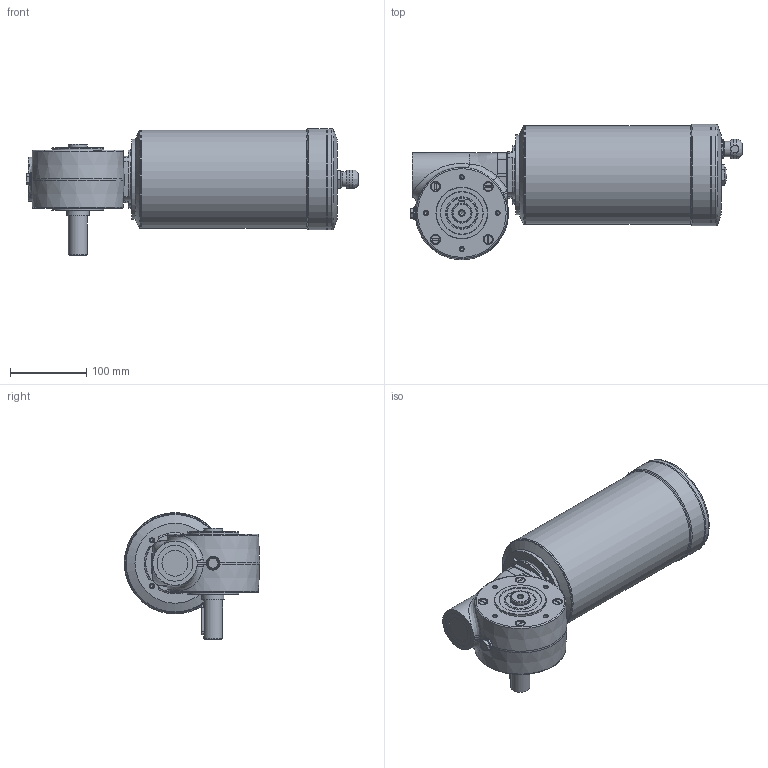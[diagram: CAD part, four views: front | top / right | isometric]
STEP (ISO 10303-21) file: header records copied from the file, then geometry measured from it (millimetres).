
FILE_DESCRIPTION( ( 'Unknown' ), '1' );
FILE_NAME( '1C2A88C511F4BECFF763D1875D43B5.3d.stp', 'Unknown', ( 'Unknown' ), ( 'Unknown' ), 'PSStep 10.1', 'Unknown', ' ' );
FILE_SCHEMA( ( 'AUTOMOTIVE_DESIGN { 1 0 10303 214 1 1 1 1 }' ) );
Length unit declared in the file: millimetre
Products named in the file (1): N508800
Bounding box: 435.5 x 177.72 x 166.5 mm (x, y, z)
Volume: 4643139.9 mm3; surface area: 223722.1 mm2
Topology: 1 solids, 12 shells, 450 faces, 1072 edges, 692 vertices
Faces by surface type: plane 166, cylinder 127, cone 96, bspline 31, torus 29, sphere 1
Full cylindrical faces by diameter (mm): 4.134 x1, 4.917 x30, 6 x4, 6.5 x4, 6.647 x2, 7 x5, 10 x4, 11 x4, 13.4 x1, 14 x1, 16.662 x1, 17 x1, 18 x1, 20 x1, 23.7 x1, 25 x3, 29.5 x1, 30 x1, 34 x1, 40 x1, 42.5 x2, 47 x1, 52 x1, 55 x1, 68 x2, 70 x2, 105 x1, 128.98 x1, 129 x2, 132.98 x2
Entity records: 18757 total; most frequent: CARTESIAN_POINT 6283, DIRECTION 1833, ORIENTED_EDGE 1572, AXIS2_PLACEMENT_3D 816, EDGE_CURVE 786, EDGE_LOOP 686, VERTEX_POINT 603, FACE_OUTER_BOUND 552
